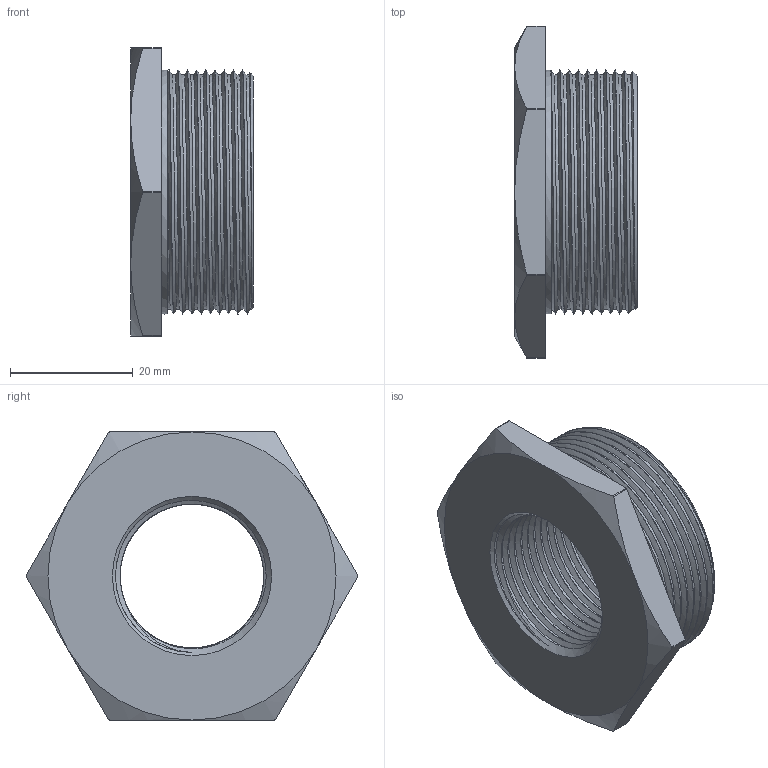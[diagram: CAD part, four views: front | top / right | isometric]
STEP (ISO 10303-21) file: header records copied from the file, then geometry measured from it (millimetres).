
FILE_DESCRIPTION(/* description */ ('Reduzierung M 40x1,5 X M 25x1,5'),/* implementation_level */ '2;1');
FILE_NAME(/* name */ 'RX740574-RST.stp',/* time_stamp */ '2021-03-31T11:28:50+02:00',/* author */ ('sl'),/* organization */ (''),/* preprocessor_version */ 'ST-DEVELOPER v16.5',/* originating_system */ 'Autodesk Inventor 2017',/* authorisation */ '');
FILE_SCHEMA (('AUTOMOTIVE_DESIGN { 1 0 10303 214 3 1 1 }'));
Length unit declared in the file: millimetre
Products named in the file (1): RX740574
Bounding box: 20 x 54.15 x 47 mm (x, y, z)
Volume: 17814.2 mm3; surface area: 8578.9 mm2
Topology: 1 solids, 1 shells, 36 faces, 93 edges, 60 vertices
Faces by surface type: cylinder 12, plane 11, cone 9, bspline 4
Full cylindrical faces by diameter (mm): 39.75 x1
Entity records: 5108 total; most frequent: CARTESIAN_POINT 4320, ORIENTED_EDGE 164, DIRECTION 146, EDGE_CURVE 82, AXIS2_PLACEMENT_3D 62, VERTEX_POINT 54, EDGE_LOOP 42, FACE_OUTER_BOUND 35
